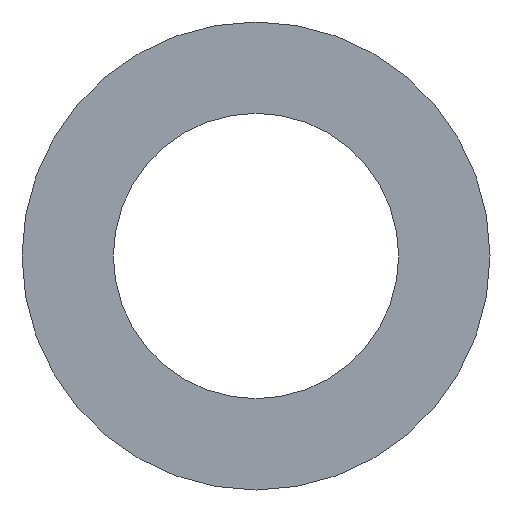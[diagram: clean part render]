
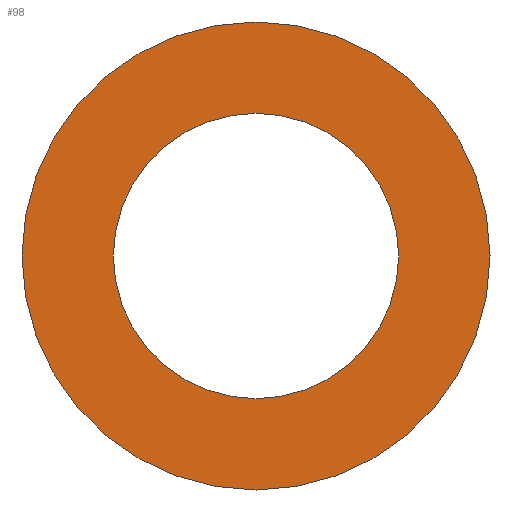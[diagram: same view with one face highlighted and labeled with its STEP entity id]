
A CAD part, left-side view. The second image highlights one B-rep face of the part: STEP entity #98.
In plain terms, the highlighted planar face has unit normal (-1, 0, 0).
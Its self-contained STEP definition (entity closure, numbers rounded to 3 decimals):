
#84 = EDGE_CURVE( '', #166, #112, #198, .T. );
#98 = ADVANCED_FACE( '', ( #214, #215 ), #216, .T. );
#112 = VERTEX_POINT( '', #233 );
#118 = EDGE_CURVE( '', #134, #138, #239, .T. );
#130 = EDGE_CURVE( '', #138, #134, #254, .T. );
#134 = VERTEX_POINT( '', #258 );
#138 = VERTEX_POINT( '', #263 );
#140 = EDGE_CURVE( '', #112, #166, #265, .T. );
#166 = VERTEX_POINT( '', #292 );
#198 = CIRCLE( '', #318, 57.3 );
#214 = FACE_BOUND( '', #338, .T. );
#215 = FACE_OUTER_BOUND( '', #339, .T. );
#216 = PLANE( '', #340 );
#233 = CARTESIAN_POINT( '', ( -92., 57.3, 0. ) );
#239 = CIRCLE( '', #368, 94. );
#254 = CIRCLE( '', #387, 94. );
#258 = CARTESIAN_POINT( '', ( -92., 94., 0. ) );
#263 = CARTESIAN_POINT( '', ( -92., -94., 0. ) );
#265 = CIRCLE( '', #398, 57.3 );
#292 = CARTESIAN_POINT( '', ( -92., -57.3, 0. ) );
#318 = AXIS2_PLACEMENT_3D( '', #459, #460, #461 );
#338 = EDGE_LOOP( '', ( #473, #474 ) );
#339 = EDGE_LOOP( '', ( #475, #476 ) );
#340 = AXIS2_PLACEMENT_3D( '', #477, #478, #479 );
#368 = AXIS2_PLACEMENT_3D( '', #508, #509, #510 );
#387 = AXIS2_PLACEMENT_3D( '', #539, #540, #541 );
#398 = AXIS2_PLACEMENT_3D( '', #551, #552, #553 );
#459 = CARTESIAN_POINT( '', ( -92., 0., 0. ) );
#460 = DIRECTION( '', ( -1., 0., 0. ) );
#461 = DIRECTION( '', ( 0., 1., 0. ) );
#473 = ORIENTED_EDGE( '', *, *, #140, .F. );
#474 = ORIENTED_EDGE( '', *, *, #84, .F. );
#475 = ORIENTED_EDGE( '', *, *, #118, .T. );
#476 = ORIENTED_EDGE( '', *, *, #130, .T. );
#477 = CARTESIAN_POINT( '', ( -92., 75.65, 0. ) );
#478 = DIRECTION( '', ( -1., 0., 0. ) );
#479 = DIRECTION( '', ( 0., 1., 0. ) );
#508 = CARTESIAN_POINT( '', ( -92., 0., 0. ) );
#509 = DIRECTION( '', ( -1., 0., 0. ) );
#510 = DIRECTION( '', ( 0., 1., 0. ) );
#539 = CARTESIAN_POINT( '', ( -92., 0., 0. ) );
#540 = DIRECTION( '', ( -1., 0., 0. ) );
#541 = DIRECTION( '', ( 0., 1., 0. ) );
#551 = CARTESIAN_POINT( '', ( -92., 0., 0. ) );
#552 = DIRECTION( '', ( -1., 0., 0. ) );
#553 = DIRECTION( '', ( 0., 1., 0. ) );
